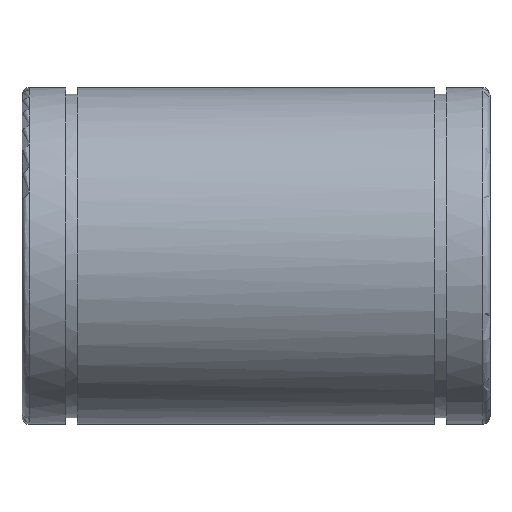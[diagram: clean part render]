
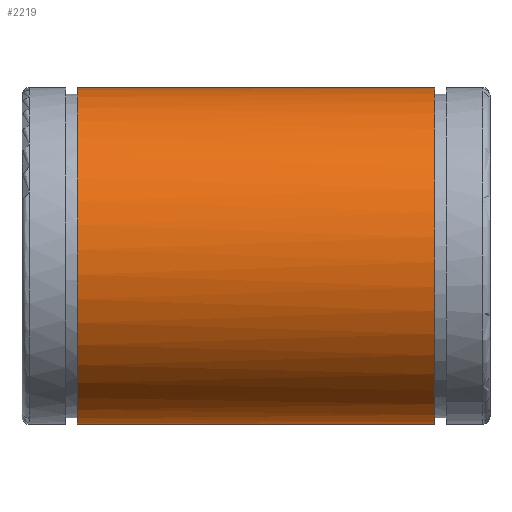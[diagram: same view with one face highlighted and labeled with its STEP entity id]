
A CAD part, front view. The second image highlights one B-rep face of the part: STEP entity #2219.
In plain terms, the highlighted cylindrical face has radius 45 mm (diameter 90 mm), a partial arc.
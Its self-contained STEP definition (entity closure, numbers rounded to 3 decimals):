
#2211=AXIS2_PLACEMENT_3D('Cylinder Axis2P3D',#2208,#2209,#2210) ;
#958=CARTESIAN_POINT('Line Origine',(62.5,0.,-45.)) ;
#962=CARTESIAN_POINT('Vertex',(14.8,0.,-45.)) ;
#964=CARTESIAN_POINT('Vertex',(110.2,0.,-45.)) ;
#990=CARTESIAN_POINT('Control Point',(14.8,0.,45.)) ;
#991=CARTESIAN_POINT('Control Point',(14.8,-4.272,45.)) ;
#992=CARTESIAN_POINT('Control Point',(14.8,-8.544,44.493)) ;
#993=CARTESIAN_POINT('Control Point',(14.8,-12.737,43.479)) ;
#994=CARTESIAN_POINT('Control Point',(14.8,-20.8,40.475)) ;
#995=CARTESIAN_POINT('Control Point',(14.8,-27.936,35.668)) ;
#996=CARTESIAN_POINT('Control Point',(14.8,-31.201,32.85)) ;
#997=CARTESIAN_POINT('Control Point',(14.8,-37.,26.493)) ;
#998=CARTESIAN_POINT('Control Point',(14.8,-41.15,18.956)) ;
#999=CARTESIAN_POINT('Control Point',(14.8,-42.766,14.957)) ;
#1000=CARTESIAN_POINT('Control Point',(14.8,-45.018,6.653)) ;
#1001=CARTESIAN_POINT('Control Point',(14.8,-45.264,-1.948)) ;
#1002=CARTESIAN_POINT('Control Point',(14.8,-44.874,-6.243)) ;
#1003=CARTESIAN_POINT('Control Point',(14.8,-43.081,-14.659)) ;
#1004=CARTESIAN_POINT('Control Point',(14.8,-39.369,-22.421)) ;
#1005=CARTESIAN_POINT('Control Point',(14.8,-37.059,-26.063)) ;
#1006=CARTESIAN_POINT('Control Point',(14.8,-31.618,-32.729)) ;
#1007=CARTESIAN_POINT('Control Point',(14.8,-24.768,-37.936)) ;
#1008=CARTESIAN_POINT('Control Point',(14.8,-21.048,-40.12)) ;
#1009=CARTESIAN_POINT('Control Point',(14.8,-14.668,-42.905)) ;
#1010=CARTESIAN_POINT('Control Point',(14.8,-7.904,-44.419)) ;
#1011=CARTESIAN_POINT('Control Point',(14.8,-5.282,-44.806)) ;
#1012=CARTESIAN_POINT('Control Point',(14.8,-2.641,-45.)) ;
#1013=CARTESIAN_POINT('Control Point',(14.8,0.,-45.)) ;
#1014=CARTESIAN_POINT('Vertex',(14.8,0.,45.)) ;
#2038=CARTESIAN_POINT('Vertex',(110.2,0.,45.)) ;
#2042=CARTESIAN_POINT('Control Point',(110.2,0.,-45.)) ;
#2043=CARTESIAN_POINT('Control Point',(110.2,-4.272,-45.)) ;
#2044=CARTESIAN_POINT('Control Point',(110.2,-8.544,-44.493)) ;
#2045=CARTESIAN_POINT('Control Point',(110.2,-12.737,-43.479)) ;
#2046=CARTESIAN_POINT('Control Point',(110.2,-20.8,-40.475)) ;
#2047=CARTESIAN_POINT('Control Point',(110.2,-27.936,-35.668)) ;
#2048=CARTESIAN_POINT('Control Point',(110.2,-31.201,-32.85)) ;
#2049=CARTESIAN_POINT('Control Point',(110.2,-37.,-26.493)) ;
#2050=CARTESIAN_POINT('Control Point',(110.2,-41.15,-18.956)) ;
#2051=CARTESIAN_POINT('Control Point',(110.2,-42.766,-14.957)) ;
#2052=CARTESIAN_POINT('Control Point',(110.2,-45.018,-6.653)) ;
#2053=CARTESIAN_POINT('Control Point',(110.2,-45.264,1.948)) ;
#2054=CARTESIAN_POINT('Control Point',(110.2,-44.874,6.243)) ;
#2055=CARTESIAN_POINT('Control Point',(110.2,-43.081,14.659)) ;
#2056=CARTESIAN_POINT('Control Point',(110.2,-39.369,22.421)) ;
#2057=CARTESIAN_POINT('Control Point',(110.2,-37.059,26.063)) ;
#2058=CARTESIAN_POINT('Control Point',(110.2,-31.618,32.729)) ;
#2059=CARTESIAN_POINT('Control Point',(110.2,-24.768,37.936)) ;
#2060=CARTESIAN_POINT('Control Point',(110.2,-21.048,40.12)) ;
#2061=CARTESIAN_POINT('Control Point',(110.2,-14.668,42.905)) ;
#2062=CARTESIAN_POINT('Control Point',(110.2,-7.904,44.419)) ;
#2063=CARTESIAN_POINT('Control Point',(110.2,-5.282,44.806)) ;
#2064=CARTESIAN_POINT('Control Point',(110.2,-2.641,45.)) ;
#2065=CARTESIAN_POINT('Control Point',(110.2,0.,45.)) ;
#2078=CARTESIAN_POINT('Line Origine',(62.5,0.,45.)) ;
#2208=CARTESIAN_POINT('Axis2P3D Location',(62.5,0.,0.)) ;
#959=DIRECTION('Vector Direction',(1.,0.,0.)) ;
#2079=DIRECTION('Vector Direction',(1.,0.,0.)) ;
#2209=DIRECTION('Axis2P3D Direction',(1.,0.,0.)) ;
#2210=DIRECTION('Axis2P3D XDirection',(0.,0.,1.)) ;
#960=VECTOR('Line Direction',#959,1.) ;
#2080=VECTOR('Line Direction',#2079,1.) ;
#2214=ORIENTED_EDGE('',*,*,#966,.T.) ;
#2215=ORIENTED_EDGE('',*,*,#2066,.T.) ;
#2216=ORIENTED_EDGE('',*,*,#2082,.T.) ;
#2217=ORIENTED_EDGE('',*,*,#1016,.T.) ;
#2219=ADVANCED_FACE('',(#2218),#2212,.T.) ;
#989=B_SPLINE_CURVE_WITH_KNOTS('',5,(#990,#991,#992,#993,#994,#995,#996,#997,#998,#999,#1000,#1001,#1002,#1003,#1004,#1005,#1006,#1007,#1008,#1009,#1010,#1011,#1012,#1013),.UNSPECIFIED.,.F.,.U.,(6,3,3,3,3,3,3,6),(0.,30.209,60.418,90.627,120.836,151.045,181.254,199.928),.UNSPECIFIED.) ;
#2041=B_SPLINE_CURVE_WITH_KNOTS('',5,(#2042,#2043,#2044,#2045,#2046,#2047,#2048,#2049,#2050,#2051,#2052,#2053,#2054,#2055,#2056,#2057,#2058,#2059,#2060,#2061,#2062,#2063,#2064,#2065),.UNSPECIFIED.,.F.,.U.,(6,3,3,3,3,3,3,6),(0.,30.209,60.418,90.627,120.836,151.045,181.254,199.928),.UNSPECIFIED.) ;
#2212=CYLINDRICAL_SURFACE('generated cylinder',#2211,45.) ;
#966=EDGE_CURVE('',#963,#965,#961,.T.) ;
#1016=EDGE_CURVE('',#1015,#963,#989,.T.) ;
#2066=EDGE_CURVE('',#965,#2039,#2041,.T.) ;
#2082=EDGE_CURVE('',#2039,#1015,#2081,.F.) ;
#2213=EDGE_LOOP('',(#2214,#2215,#2216,#2217)) ;
#2218=FACE_OUTER_BOUND('',#2213,.T.) ;
#961=LINE('Line',#958,#960) ;
#2081=LINE('Line',#2078,#2080) ;
#963=VERTEX_POINT('',#962) ;
#965=VERTEX_POINT('',#964) ;
#1015=VERTEX_POINT('',#1014) ;
#2039=VERTEX_POINT('',#2038) ;
